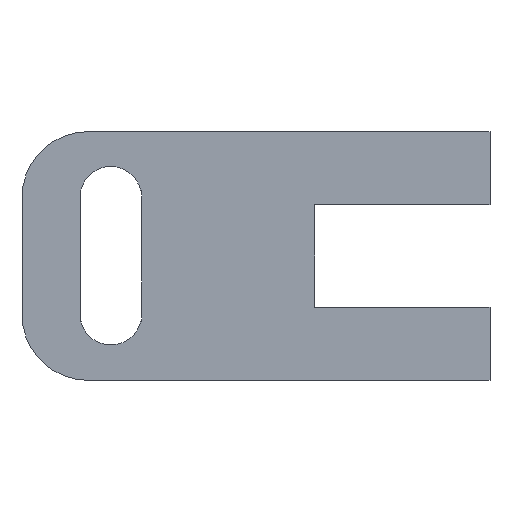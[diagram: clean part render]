
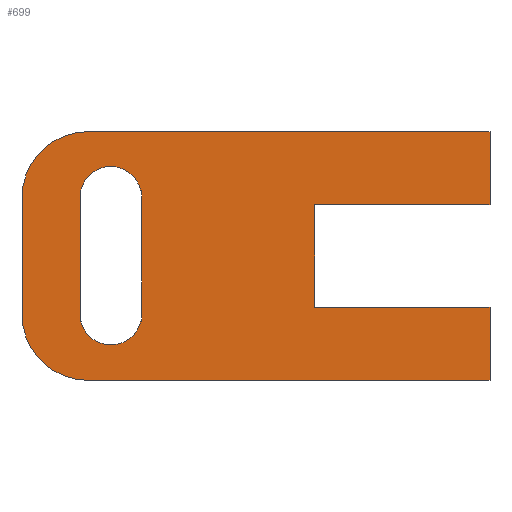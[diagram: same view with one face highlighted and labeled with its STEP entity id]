
A CAD part, front view. The second image highlights one B-rep face of the part: STEP entity #699.
In plain terms, the highlighted planar face has unit normal (0, -1, 0).
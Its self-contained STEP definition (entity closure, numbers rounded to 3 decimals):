
#16=FACE_BOUND('',#82,.T.);
#42=FACE_OUTER_BOUND('',#81,.T.);
#81=EDGE_LOOP('',(#512,#513,#514,#515,#516,#517,#518,#519,#520,#521));
#82=EDGE_LOOP('',(#522,#523,#524,#525,#526,#527,#528,#529,#530,#531,#532));
#115=LINE('',#1034,#191);
#122=LINE('',#1050,#198);
#124=LINE('',#1055,#200);
#138=LINE('',#1093,#214);
#139=LINE('',#1095,#215);
#140=LINE('',#1097,#216);
#141=LINE('',#1101,#217);
#142=LINE('',#1104,#218);
#143=LINE('',#1109,#219);
#144=LINE('',#1111,#220);
#145=LINE('',#1113,#221);
#146=LINE('',#1117,#222);
#147=LINE('',#1121,#223);
#148=LINE('',#1125,#224);
#149=LINE('',#1126,#225);
#191=VECTOR('',#825,10.);
#198=VECTOR('',#838,10.);
#200=VECTOR('',#844,10.);
#214=VECTOR('',#880,10.);
#215=VECTOR('',#881,10.);
#216=VECTOR('',#882,10.);
#217=VECTOR('',#885,10.);
#218=VECTOR('',#888,10.);
#219=VECTOR('',#891,10.);
#220=VECTOR('',#892,10.);
#221=VECTOR('',#893,10.);
#222=VECTOR('',#896,10.);
#223=VECTOR('',#899,10.);
#224=VECTOR('',#902,10.);
#225=VECTOR('',#903,10.);
#272=CIRCLE('',#769,4.5);
#273=CIRCLE('',#770,4.5);
#274=CIRCLE('',#771,2.1);
#275=CIRCLE('',#772,2.1);
#276=CIRCLE('',#773,2.1);
#277=CIRCLE('',#774,2.1);
#295=VERTEX_POINT('',#1031);
#296=VERTEX_POINT('',#1033);
#301=VERTEX_POINT('',#1047);
#302=VERTEX_POINT('',#1049);
#316=VERTEX_POINT('',#1092);
#317=VERTEX_POINT('',#1094);
#318=VERTEX_POINT('',#1096);
#319=VERTEX_POINT('',#1098);
#320=VERTEX_POINT('',#1100);
#321=VERTEX_POINT('',#1102);
#322=VERTEX_POINT('',#1105);
#323=VERTEX_POINT('',#1106);
#324=VERTEX_POINT('',#1108);
#325=VERTEX_POINT('',#1110);
#326=VERTEX_POINT('',#1112);
#327=VERTEX_POINT('',#1114);
#328=VERTEX_POINT('',#1116);
#329=VERTEX_POINT('',#1118);
#330=VERTEX_POINT('',#1120);
#331=VERTEX_POINT('',#1122);
#332=VERTEX_POINT('',#1124);
#363=EDGE_CURVE('',#295,#296,#115,.T.);
#371=EDGE_CURVE('',#301,#302,#122,.T.);
#374=EDGE_CURVE('',#296,#301,#124,.T.);
#392=EDGE_CURVE('',#316,#302,#138,.T.);
#393=EDGE_CURVE('',#295,#317,#139,.T.);
#394=EDGE_CURVE('',#317,#318,#140,.T.);
#395=EDGE_CURVE('',#319,#318,#272,.T.);
#396=EDGE_CURVE('',#320,#319,#141,.T.);
#397=EDGE_CURVE('',#321,#320,#273,.T.);
#398=EDGE_CURVE('',#316,#321,#142,.T.);
#399=EDGE_CURVE('',#322,#323,#274,.T.);
#400=EDGE_CURVE('',#323,#324,#143,.T.);
#401=EDGE_CURVE('',#325,#324,#144,.T.);
#402=EDGE_CURVE('',#325,#326,#145,.T.);
#403=EDGE_CURVE('',#326,#327,#275,.T.);
#404=EDGE_CURVE('',#327,#328,#146,.T.);
#405=EDGE_CURVE('',#329,#328,#276,.T.);
#406=EDGE_CURVE('',#330,#329,#147,.T.);
#407=EDGE_CURVE('',#331,#330,#277,.T.);
#408=EDGE_CURVE('',#332,#331,#148,.T.);
#409=EDGE_CURVE('',#332,#322,#149,.T.);
#512=ORIENTED_EDGE('',*,*,#392,.T.);
#513=ORIENTED_EDGE('',*,*,#371,.F.);
#514=ORIENTED_EDGE('',*,*,#374,.F.);
#515=ORIENTED_EDGE('',*,*,#363,.F.);
#516=ORIENTED_EDGE('',*,*,#393,.T.);
#517=ORIENTED_EDGE('',*,*,#394,.T.);
#518=ORIENTED_EDGE('',*,*,#395,.F.);
#519=ORIENTED_EDGE('',*,*,#396,.F.);
#520=ORIENTED_EDGE('',*,*,#397,.F.);
#521=ORIENTED_EDGE('',*,*,#398,.F.);
#522=ORIENTED_EDGE('',*,*,#399,.T.);
#523=ORIENTED_EDGE('',*,*,#400,.T.);
#524=ORIENTED_EDGE('',*,*,#401,.F.);
#525=ORIENTED_EDGE('',*,*,#402,.T.);
#526=ORIENTED_EDGE('',*,*,#403,.T.);
#527=ORIENTED_EDGE('',*,*,#404,.T.);
#528=ORIENTED_EDGE('',*,*,#405,.F.);
#529=ORIENTED_EDGE('',*,*,#406,.F.);
#530=ORIENTED_EDGE('',*,*,#407,.F.);
#531=ORIENTED_EDGE('',*,*,#408,.F.);
#532=ORIENTED_EDGE('',*,*,#409,.T.);
#671=PLANE('',#768);
#699=ADVANCED_FACE('',(#42,#16),#671,.T.);
#768=AXIS2_PLACEMENT_3D('',#1091,#878,#879);
#769=AXIS2_PLACEMENT_3D('',#1099,#883,#884);
#770=AXIS2_PLACEMENT_3D('',#1103,#886,#887);
#771=AXIS2_PLACEMENT_3D('',#1107,#889,#890);
#772=AXIS2_PLACEMENT_3D('',#1115,#894,#895);
#773=AXIS2_PLACEMENT_3D('',#1119,#897,#898);
#774=AXIS2_PLACEMENT_3D('',#1123,#900,#901);
#825=DIRECTION('',(-1.,0.,0.));
#838=DIRECTION('',(1.,0.,0.));
#844=DIRECTION('',(0.,0.,-1.));
#878=DIRECTION('center_axis',(0.,-1.,0.));
#879=DIRECTION('ref_axis',(1.,0.,0.));
#880=DIRECTION('',(0.,0.,1.));
#881=DIRECTION('',(0.,0.,1.));
#882=DIRECTION('',(-1.,0.,0.));
#883=DIRECTION('center_axis',(0.,1.,0.));
#884=DIRECTION('ref_axis',(-0.707,0.,0.707));
#885=DIRECTION('',(0.,0.,1.));
#886=DIRECTION('center_axis',(0.,1.,0.));
#887=DIRECTION('ref_axis',(-0.707,0.,-0.707));
#888=DIRECTION('',(-1.,0.,0.));
#889=DIRECTION('center_axis',(0.,1.,0.));
#890=DIRECTION('ref_axis',(1.,0.,0.));
#891=DIRECTION('',(-1.,0.,0.));
#892=DIRECTION('',(0.,0.,-1.));
#893=DIRECTION('',(1.,0.,0.));
#894=DIRECTION('center_axis',(0.,1.,0.));
#895=DIRECTION('ref_axis',(-1.,0.,0.));
#896=DIRECTION('',(1.,0.,0.));
#897=DIRECTION('center_axis',(0.,-1.,0.));
#898=DIRECTION('ref_axis',(1.,0.,0.));
#899=DIRECTION('',(0.,0.,1.));
#900=DIRECTION('center_axis',(0.,-1.,0.));
#901=DIRECTION('ref_axis',(-1.,0.,0.));
#902=DIRECTION('',(0.,0.,1.));
#903=DIRECTION('',(-1.,0.,0.));
#1031=CARTESIAN_POINT('',(7.,-11.,12.));
#1033=CARTESIAN_POINT('',(-5.,-11.,12.));
#1034=CARTESIAN_POINT('',(7.,-11.,12.));
#1047=CARTESIAN_POINT('',(-5.,-11.,5.));
#1049=CARTESIAN_POINT('',(7.,-11.,5.));
#1050=CARTESIAN_POINT('',(-5.,-11.,5.));
#1055=CARTESIAN_POINT('',(-5.,-11.,6.25));
#1091=CARTESIAN_POINT('Origin',(-7.,-11.,0.));
#1092=CARTESIAN_POINT('',(7.,-11.,0.));
#1093=CARTESIAN_POINT('',(7.,-11.,0.));
#1094=CARTESIAN_POINT('',(7.,-11.,17.));
#1095=CARTESIAN_POINT('',(7.,-11.,0.));
#1096=CARTESIAN_POINT('',(-20.5,-11.,17.));
#1097=CARTESIAN_POINT('',(-7.,-11.,17.));
#1098=CARTESIAN_POINT('',(-25.,-11.,12.5));
#1099=CARTESIAN_POINT('Origin',(-20.5,-11.,12.5));
#1100=CARTESIAN_POINT('',(-25.,-11.,4.5));
#1101=CARTESIAN_POINT('',(-25.,-11.,0.));
#1102=CARTESIAN_POINT('',(-20.5,-11.,0.));
#1103=CARTESIAN_POINT('Origin',(-20.5,-11.,4.5));
#1104=CARTESIAN_POINT('',(-7.,-11.,0.));
#1105=CARTESIAN_POINT('',(-16.893,-11.,4.));
#1106=CARTESIAN_POINT('',(-20.964,-11.,4.));
#1107=CARTESIAN_POINT('Origin',(-18.928,-11.,4.515));
#1108=CARTESIAN_POINT('',(-21.,-11.,4.));
#1109=CARTESIAN_POINT('',(-7.,-11.,4.));
#1110=CARTESIAN_POINT('',(-21.,-11.,13.));
#1111=CARTESIAN_POINT('',(-21.,-11.,6.25));
#1112=CARTESIAN_POINT('',(-20.972,-11.,13.));
#1113=CARTESIAN_POINT('',(-7.,-11.,13.));
#1114=CARTESIAN_POINT('',(-16.885,-11.,13.));
#1115=CARTESIAN_POINT('Origin',(-18.928,-11.,12.515));
#1116=CARTESIAN_POINT('',(-16.857,-11.,13.));
#1117=CARTESIAN_POINT('',(-7.,-11.,13.));
#1118=CARTESIAN_POINT('',(-16.8,-11.,12.515));
#1119=CARTESIAN_POINT('Origin',(-18.9,-11.,12.515));
#1120=CARTESIAN_POINT('',(-16.8,-11.,4.515));
#1121=CARTESIAN_POINT('',(-16.8,-11.,10.508));
#1122=CARTESIAN_POINT('',(-16.857,-11.,4.03));
#1123=CARTESIAN_POINT('Origin',(-18.9,-11.,4.515));
#1124=CARTESIAN_POINT('',(-16.857,-11.,4.));
#1125=CARTESIAN_POINT('',(-16.857,-11.,6.265));
#1126=CARTESIAN_POINT('',(-7.,-11.,4.));
